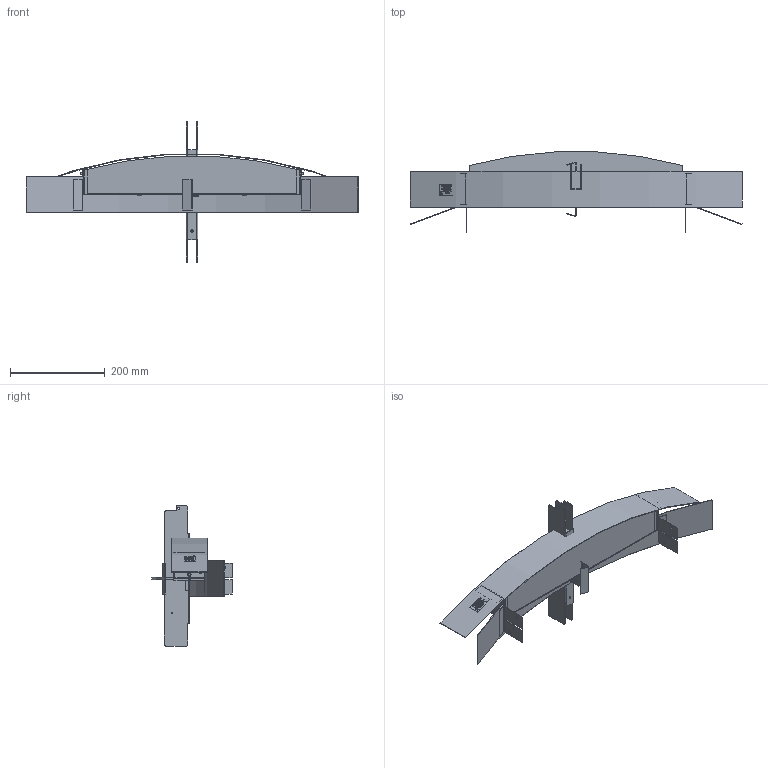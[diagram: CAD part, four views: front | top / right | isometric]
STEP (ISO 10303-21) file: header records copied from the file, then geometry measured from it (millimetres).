
FILE_DESCRIPTION( ( 'STEP AP203' ), '1' );
FILE_NAME( '4283.stp', '2015-07-07T07:17:46', ( ' ' ), ( ' ' ), 'XStep 1.0', ' ', ' ' );
FILE_SCHEMA( ( 'CONFIG_CONTROL_DESIGN) ( )' ) );
Length unit declared in the file: metre
Products named in the file (30): Assem1; Assem2; Assem3; Assem4; 1; 2; 3; 4; 5; 6; 7; 8; 9; 10; 11; 12; 13; 14; 15; 16; 17; 18; 19; 20; 21; 22; 23; 24; 25; 26
Bounding box: 700 x 168.81 x 297 mm (x, y, z)
Volume: 1169236.4 mm3; surface area: 1151700.1 mm2
Topology: 76 solids, 76 shells, 3807 faces, 9833 edges, 6518 vertices
Faces by surface type: plane 2423, cylinder 1083, extrusion 188, torus 54, cone 50, bspline 5, sphere 4
Full cylindrical faces by diameter (mm): 0.337 x2, 0.538 x2, 2 x5, 2.3 x2, 2.459 x18, 2.5 x4, 3 x29, 3.1 x6, 3.2 x38, 3.242 x39, 3.3 x2, 4 x9, 4.2 x4, 4.21 x8, 4.3 x2, 4.5 x6, 4.8 x2, 5 x15, 5.2 x2, 5.5 x8, 6 x7, 6.8 x5, 7 x36, 7.7 x4, 8 x10, 12 x2, 15 x5, 18.5 x4
Entity records: 53070 total; most frequent: CARTESIAN_POINT 13657, ORIENTED_EDGE 7850, DIRECTION 7398, EDGE_CURVE 3925, VERTEX_POINT 2692, AXIS2_PLACEMENT_3D 2508, VECTOR 2382, LINE 2288
